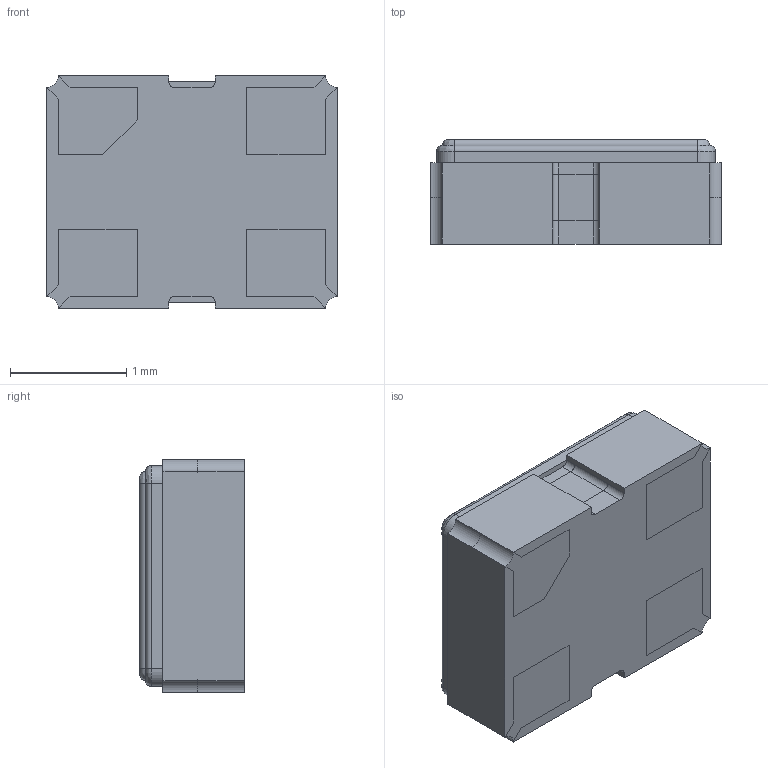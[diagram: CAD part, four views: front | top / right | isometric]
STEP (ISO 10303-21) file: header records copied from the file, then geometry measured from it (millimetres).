
FILE_DESCRIPTION (( 'STEP AP214' ), '1' );
FILE_NAME ('ECS-2520MVQ-240-BS-TR.STEP', '2024-11-17T12:11:13', ( '' ), ( '' ), 'SwSTEP 2.0', 'SolidWorks 2023', '' );
FILE_SCHEMA (( 'AUTOMOTIVE_DESIGN' ));
Length unit declared in the file: millimetre
Products named in the file (1): ECS-2520MVQ-240-BS-TR
Bounding box: 2.5 x 0.9 x 2 mm (x, y, z)
Volume: 4.3 mm3; surface area: 47.5 mm2
Topology: 9 solids, 9 shells, 156 faces, 390 edges, 252 vertices
Faces by surface type: plane 108, cylinder 40, bspline 8
Entity records: 6510 total; most frequent: CARTESIAN_POINT 945, ORIENTED_EDGE 780, DIRECTION 764, EDGE_CURVE 390, VECTOR 298, LINE 298, VERTEX_POINT 252, AXIS2_PLACEMENT_3D 233
